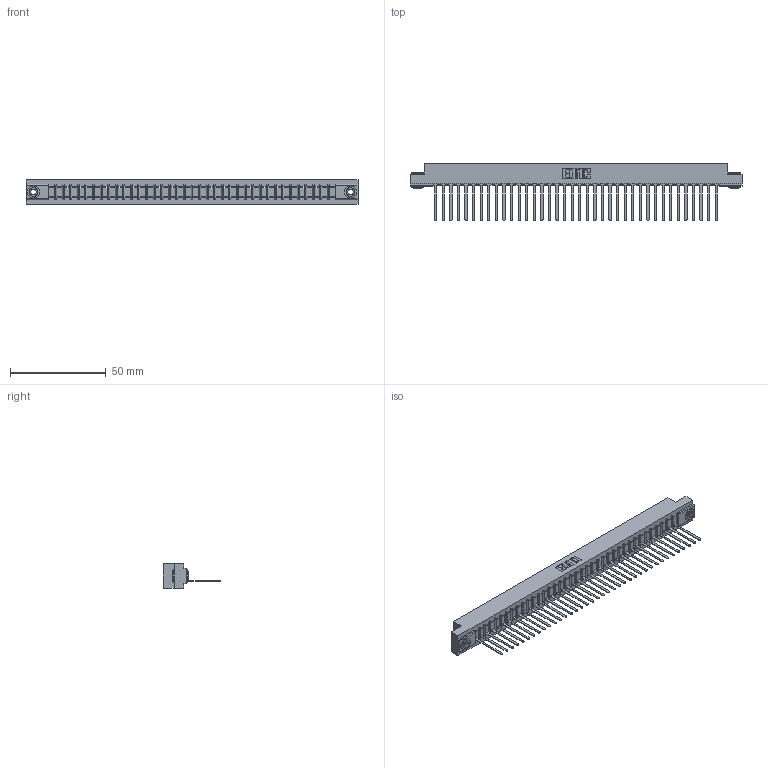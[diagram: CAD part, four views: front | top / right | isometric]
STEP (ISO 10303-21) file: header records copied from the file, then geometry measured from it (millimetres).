
FILE_DESCRIPTION (( 'STEP AP203' ), '1' );
FILE_NAME ('357-038-445-103.STEP', '2020-10-02T20:39:29', ( '' ), ( '' ), 'SwSTEP 2.0', 'SolidWorks 2020', '' );
FILE_SCHEMA (( 'CONFIG_CONTROL_DESIGN' ));
Length unit declared in the file: inch
Products named in the file (4): 307 Part_.156 Dia Mounting Holes; 345-250-002_345-250-002-102; 307-290-001_545; 357-038-445-103
Assembly tree (41 placements, depth 2):
  357-038-445-103
    307 Part_.156 Dia Mounting Holes
    307-290-001_545  x38
    345-250-002_345-250-002-102  x2
Bounding box: 173.58 x 30 x 12.7 mm (x, y, z)
Volume: 18153.4 mm3; surface area: 20430.4 mm2
Topology: 41 solids, 41 shells, 2337 faces, 6591 edges, 4234 vertices
Faces by surface type: plane 1500, cylinder 751, sphere 78, cone 8
Entity records: 34103 total; most frequent: CARTESIAN_POINT 5721, ORIENTED_EDGE 5698, DIRECTION 5581, EDGE_CURVE 2849, VECTOR 2177, LINE 2177, VERTEX_POINT 1842, AXIS2_PLACEMENT_3D 1702
